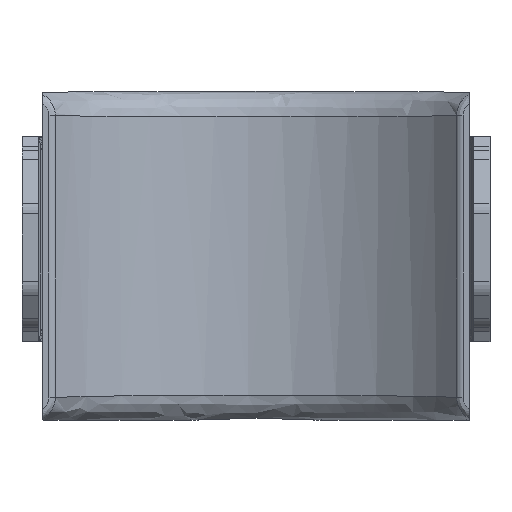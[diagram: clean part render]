
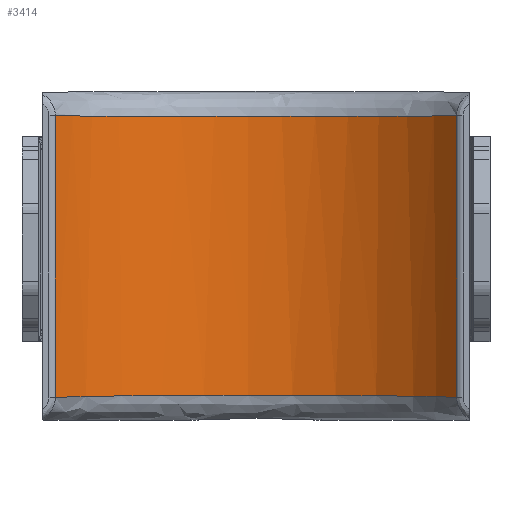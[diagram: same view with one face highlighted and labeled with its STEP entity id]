
A CAD part, front view. The second image highlights one B-rep face of the part: STEP entity #3414.
In plain terms, the highlighted cylindrical face has radius 31.5 mm (diameter 63 mm), a partial arc.
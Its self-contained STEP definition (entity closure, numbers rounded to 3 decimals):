
#4 = CARTESIAN_POINT ( 'NONE',  ( -9.181, -1.345, 17.001 ) ) ;
#88 = CARTESIAN_POINT ( 'NONE',  ( -23.703, -10.72, 17.138 ) ) ;
#172 = CARTESIAN_POINT ( 'NONE',  ( 9.242, -1.296, 17.001 ) ) ;
#459 = DIRECTION ( 'NONE',  ( 0., 0., -1. ) ) ;
#460 = CARTESIAN_POINT ( 'NONE',  ( 15.61, -4.134, -17.02 ) ) ;
#492 = ORIENTED_EDGE ( 'NONE', *, *, #12338, .T. ) ;
#828 = CARTESIAN_POINT ( 'NONE',  ( 24.443, -11.631, 17.164 ) ) ;
#1133 = CARTESIAN_POINT ( 'NONE',  ( 24.443, -11.631, 20. ) ) ;
#1167 = CARTESIAN_POINT ( 'NONE',  ( 17.606, -5.354, 17.033 ) ) ;
#1399 = CARTESIAN_POINT ( 'NONE',  ( 24.073, -11.175, 17.151 ) ) ;
#1692 = CARTESIAN_POINT ( 'NONE',  ( 14.061, -3.306, -17.012 ) ) ;
#1746 = EDGE_CURVE ( 'NONE', #15068, #7441, #13555, .T. ) ;
#1934 = CARTESIAN_POINT ( 'NONE',  ( 2.337, -0.065, -16.999 ) ) ;
#2313 = CARTESIAN_POINT ( 'NONE',  ( 4.664, -0.325, 16.999 ) ) ;
#2997 = CARTESIAN_POINT ( 'NONE',  ( 0., -31.5, 20. ) ) ;
#2998 = CARTESIAN_POINT ( 'NONE',  ( -9.181, -1.345, -17.001 ) ) ;
#3150 = DIRECTION ( 'NONE',  ( -1., 0., 0. ) ) ;
#3172 = VECTOR ( 'NONE', #7136, 1000. ) ;
#3414 = ADVANCED_FACE ( 'NONE', ( #13123 ), #12802, .F. ) ;
#3679 = CARTESIAN_POINT ( 'NONE',  ( 24.443, -11.631, 17.164 ) ) ;
#3839 = CARTESIAN_POINT ( 'NONE',  ( -21.24, -8.231, 17.081 ) ) ;
#4128 = CARTESIAN_POINT ( 'NONE',  ( 1.167, 0., -16.999 ) ) ;
#4366 = CARTESIAN_POINT ( 'NONE',  ( -11.401, -2.112, -17.004 ) ) ;
#4442 = CARTESIAN_POINT ( 'NONE',  ( 20.379, -7.453, -17.066 ) ) ;
#4830 = CARTESIAN_POINT ( 'NONE',  ( -22.916, -9.856, 17.116 ) ) ;
#4902 = CARTESIAN_POINT ( 'NONE',  ( -15.628, -4.052, 17.018 ) ) ;
#5138 = CARTESIAN_POINT ( 'NONE',  ( -2.359, -0.001, 16.999 ) ) ;
#5260 = LINE ( 'NONE', #10374, #10746 ) ;
#5333 = CARTESIAN_POINT ( 'NONE',  ( -21.24, -8.231, -17.081 ) ) ;
#5408 = CARTESIAN_POINT ( 'NONE',  ( 17.606, -5.354, -17.033 ) ) ;
#5488 = CARTESIAN_POINT ( 'NONE',  ( -15.628, -4.052, -17.018 ) ) ;
#5572 = CARTESIAN_POINT ( 'NONE',  ( 5.828, -0.522, -16.999 ) ) ;
#5582 = CARTESIAN_POINT ( 'NONE',  ( 24.443, -11.631, -17.164 ) ) ;
#5649 = CARTESIAN_POINT ( 'NONE',  ( -4.665, -0.261, -16.999 ) ) ;
#6023 = CARTESIAN_POINT ( 'NONE',  ( -21.668, -8.628, 17.089 ) ) ;
#6114 = CARTESIAN_POINT ( 'NONE',  ( 14.061, -3.306, 17.012 ) ) ;
#6264 = CARTESIAN_POINT ( 'NONE',  ( -4.665, -0.261, 16.999 ) ) ;
#6350 = CARTESIAN_POINT ( 'NONE',  ( 14.581, -3.572, 17.014 ) ) ;
#6541 = CARTESIAN_POINT ( 'NONE',  ( -12.483, -2.555, -17.007 ) ) ;
#6630 = CARTESIAN_POINT ( 'NONE',  ( -19.909, -7.082, -17.06 ) ) ;
#6706 = CARTESIAN_POINT ( 'NONE',  ( 23.689, -10.729, -17.139 ) ) ;
#6920 = ORIENTED_EDGE ( 'NONE', *, *, #1746, .T. ) ;
#6996 = ORIENTED_EDGE ( 'NONE', *, *, #15397, .T. ) ;
#7136 = DIRECTION ( 'NONE',  ( 0., 0., 1. ) ) ;
#7323 = CARTESIAN_POINT ( 'NONE',  ( 16.118, -4.43, 17.023 ) ) ;
#7441 = VERTEX_POINT ( 'NONE', #828 ) ;
#7480 = CARTESIAN_POINT ( 'NONE',  ( -17.601, -5.271, 17.03 ) ) ;
#7925 = CARTESIAN_POINT ( 'NONE',  ( -22.916, -9.856, -17.116 ) ) ;
#8079 = CARTESIAN_POINT ( 'NONE',  ( 14.581, -3.572, -17.014 ) ) ;
#8163 = CARTESIAN_POINT ( 'NONE',  ( -17.601, -5.271, -17.03 ) ) ;
#8342 = VERTEX_POINT ( 'NONE', #9486 ) ;
#8539 = CARTESIAN_POINT ( 'NONE',  ( 18.557, -6.02, 17.042 ) ) ;
#9063 = CARTESIAN_POINT ( 'NONE',  ( 11.432, -2.055, -17.003 ) ) ;
#9123 = B_SPLINE_CURVE_WITH_KNOTS ( 'NONE', 3,
 ( #10607, #12804, #7925, #9228, #5333, #9378, #6630, #8163, #5488, #6541, #4366, #2998, #15558, #5649, #10288, #4128, #1934, #11824, #5572, #14179, #9063, #1692, #8079, #460, #9302, #5408, #10366, #4442, #12957, #10529, #9143, #6706, #15318, #13124 ),
 .UNSPECIFIED., .F., .F.,
 ( 4, 2, 2, 2, 2, 2, 2, 2, 2, 2, 2, 2, 2, 2, 2, 2, 4 ),
 ( 0., 0.004, 0.006, 0.007, 0.014, 0.018, 0.021, 0.028, 0.032, 0.036, 0.043, 0.044, 0.046, 0.05, 0.053, 0.055, 0.057 ),
 .UNSPECIFIED. ) ;
#9143 = CARTESIAN_POINT ( 'NONE',  ( 22.9, -9.862, -17.117 ) ) ;
#9228 = CARTESIAN_POINT ( 'NONE',  ( -21.668, -8.628, -17.089 ) ) ;
#9302 = CARTESIAN_POINT ( 'NONE',  ( 16.118, -4.43, -17.023 ) ) ;
#9378 = CARTESIAN_POINT ( 'NONE',  ( -20.361, -7.458, -17.066 ) ) ;
#9486 = CARTESIAN_POINT ( 'NONE',  ( -24.443, -11.631, 17.164 ) ) ;
#10079 = CARTESIAN_POINT ( 'NONE',  ( -12.483, -2.555, 17.007 ) ) ;
#10288 = CARTESIAN_POINT ( 'NONE',  ( -2.359, -0.001, -16.999 ) ) ;
#10366 = CARTESIAN_POINT ( 'NONE',  ( 18.557, -6.02, -17.042 ) ) ;
#10374 = CARTESIAN_POINT ( 'NONE',  ( -24.443, -11.631, 20. ) ) ;
#10529 = CARTESIAN_POINT ( 'NONE',  ( 22.495, -9.442, -17.107 ) ) ;
#10607 = CARTESIAN_POINT ( 'NONE',  ( -24.443, -11.631, -17.164 ) ) ;
#10746 = VECTOR ( 'NONE', #11353, 1000. ) ;
#10988 = CARTESIAN_POINT ( 'NONE',  ( -19.909, -7.082, 17.06 ) ) ;
#11068 = CARTESIAN_POINT ( 'NONE',  ( -11.401, -2.112, 17.004 ) ) ;
#11139 = CARTESIAN_POINT ( 'NONE',  ( 22.495, -9.442, 17.107 ) ) ;
#11155 = ORIENTED_EDGE ( 'NONE', *, *, #14925, .T. ) ;
#11214 = CARTESIAN_POINT ( 'NONE',  ( 15.61, -4.134, 17.02 ) ) ;
#11301 = CARTESIAN_POINT ( 'NONE',  ( 20.379, -7.453, 17.066 ) ) ;
#11353 = DIRECTION ( 'NONE',  ( 0., 0., -1. ) ) ;
#11500 = VERTEX_POINT ( 'NONE', #15681 ) ;
#11824 = CARTESIAN_POINT ( 'NONE',  ( 4.664, -0.325, -16.999 ) ) ;
#12197 = CARTESIAN_POINT ( 'NONE',  ( 21.25, -8.218, 17.08 ) ) ;
#12287 = CARTESIAN_POINT ( 'NONE',  ( -8.06, -1.027, 17. ) ) ;
#12338 = EDGE_CURVE ( 'NONE', #11500, #15068, #9123, .T. ) ;
#12712 = EDGE_LOOP ( 'NONE', ( #492, #6920, #6996, #11155 ) ) ;
#12802 = CYLINDRICAL_SURFACE ( 'NONE', #14384, 31.5 ) ;
#12804 = CARTESIAN_POINT ( 'NONE',  ( -23.703, -10.72, -17.138 ) ) ;
#12957 = CARTESIAN_POINT ( 'NONE',  ( 21.25, -8.218, -17.08 ) ) ;
#13123 = FACE_OUTER_BOUND ( 'NONE', #12712, .T. ) ;
#13124 = CARTESIAN_POINT ( 'NONE',  ( 24.443, -11.631, -17.164 ) ) ;
#13425 = CARTESIAN_POINT ( 'NONE',  ( 5.828, -0.522, 16.999 ) ) ;
#13501 = CARTESIAN_POINT ( 'NONE',  ( 2.337, -0.065, 16.999 ) ) ;
#13555 = LINE ( 'NONE', #1133, #3172 ) ;
#13584 = CARTESIAN_POINT ( 'NONE',  ( -24.443, -11.631, 17.164 ) ) ;
#14179 = CARTESIAN_POINT ( 'NONE',  ( 9.242, -1.296, -17.001 ) ) ;
#14384 = AXIS2_PLACEMENT_3D ( 'NONE', #2997, #459, #3150 ) ;
#14789 = CARTESIAN_POINT ( 'NONE',  ( 22.9, -9.862, 17.117 ) ) ;
#14876 = CARTESIAN_POINT ( 'NONE',  ( -20.361, -7.458, 17.066 ) ) ;
#14925 = EDGE_CURVE ( 'NONE', #8342, #11500, #5260, .T. ) ;
#15031 = CARTESIAN_POINT ( 'NONE',  ( 11.432, -2.055, 17.003 ) ) ;
#15068 = VERTEX_POINT ( 'NONE', #5582 ) ;
#15318 = CARTESIAN_POINT ( 'NONE',  ( 24.073, -11.175, -17.151 ) ) ;
#15397 = EDGE_CURVE ( 'NONE', #7441, #8342, #15615, .T. ) ;
#15558 = CARTESIAN_POINT ( 'NONE',  ( -8.06, -1.027, -17. ) ) ;
#15615 = B_SPLINE_CURVE_WITH_KNOTS ( 'NONE', 3,
 ( #3679, #1399, #15957, #14789, #11139, #12197, #11301, #8539, #1167, #7323, #11214, #6350, #6114, #15031, #172, #13425, #2313, #13501, #16030, #5138, #6264, #12287, #4, #11068, #10079, #4902, #7480, #10988, #14876, #3839, #6023, #4830, #88, #13584 ),
 .UNSPECIFIED., .F., .F.,
 ( 4, 2, 2, 2, 2, 2, 2, 2, 2, 2, 2, 2, 2, 2, 2, 2, 4 ),
 ( 0., 0.002, 0.004, 0.008, 0.011, 0.013, 0.015, 0.022, 0.025, 0.029, 0.036, 0.039, 0.043, 0.05, 0.052, 0.053, 0.057 ),
 .UNSPECIFIED. ) ;
#15681 = CARTESIAN_POINT ( 'NONE',  ( -24.443, -11.631, -17.164 ) ) ;
#15957 = CARTESIAN_POINT ( 'NONE',  ( 23.689, -10.729, 17.139 ) ) ;
#16030 = CARTESIAN_POINT ( 'NONE',  ( 1.167, 0., 16.999 ) ) ;
